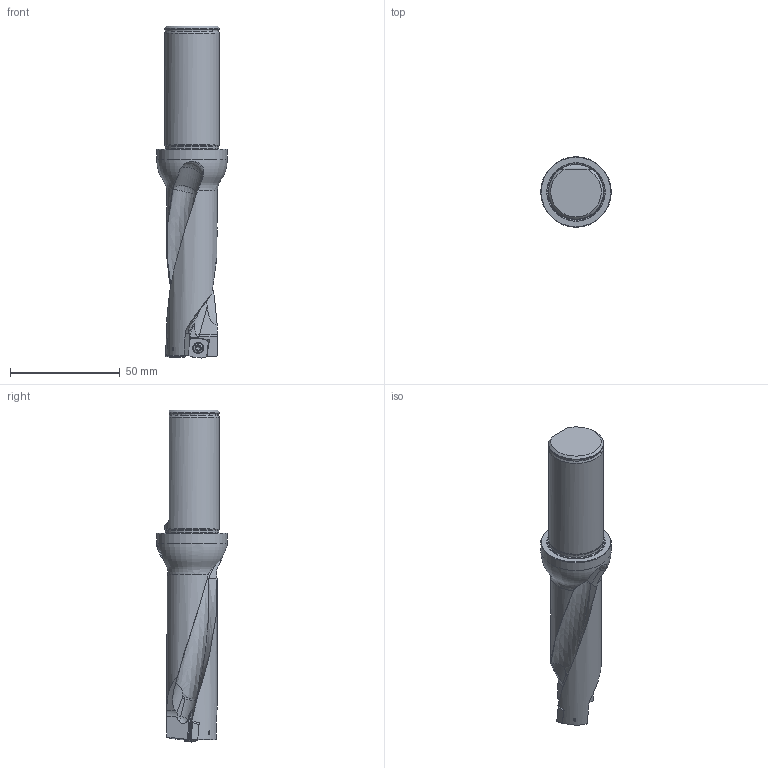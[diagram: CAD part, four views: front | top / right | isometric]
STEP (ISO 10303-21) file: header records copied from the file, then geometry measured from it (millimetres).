
FILE_DESCRIPTION(/* description */ (''),/* implementation_level */ '2;1');
FILE_NAME(/* name */ 'toolassembly_1.stp',/* time_stamp */ '2020-07-07T15:51:46+02:00',/* author */ (''),/* organization */ ('SMS'),/* preprocessor_version */ 'ST-DEVELOPER v16.7',/* originating_system */ 'SIEMENS PLM Software NX 12.0',/* authorisation */ '');
FILE_SCHEMA (('AUTOMOTIVE_DESIGN { 1 0 10303 214 3 1 1 1 }'));
Length unit declared in the file: millimetre
Products named in the file (5): CUT_20200707154941; CUT_20200707154939; NOCUT_20200707154931; ASSEMBLY_CONSTRUCTION; TOOLASSEMBLY_1
Assembly tree (4 placements, depth 2):
  TOOLASSEMBLY_1
    ASSEMBLY_CONSTRUCTION
    NOCUT_20200707154931
    CUT_20200707154939
    CUT_20200707154941
Bounding box: 32 x 32 x 151 mm (x, y, z)
Volume: 53341 mm3; surface area: 14797.9 mm2
Topology: 3 solids, 3 shells, 254 faces, 673 edges, 430 vertices
Faces by surface type: plane 92, cylinder 62, cone 27, bspline 25, extrusion 24, torus 14, sphere 9, revolution 1
Full cylindrical faces by diameter (mm): 2.5 x1, 3.2 x2, 4.4 x2, 24.5 x1, 24.994 x1, 32 x1
Entity records: 11354 total; most frequent: CARTESIAN_POINT 5256, ORIENTED_EDGE 1234, DIRECTION 1178, EDGE_CURVE 617, AXIS2_PLACEMENT_3D 464, VERTEX_POINT 409, EDGE_LOOP 296, ADVANCED_FACE 254
